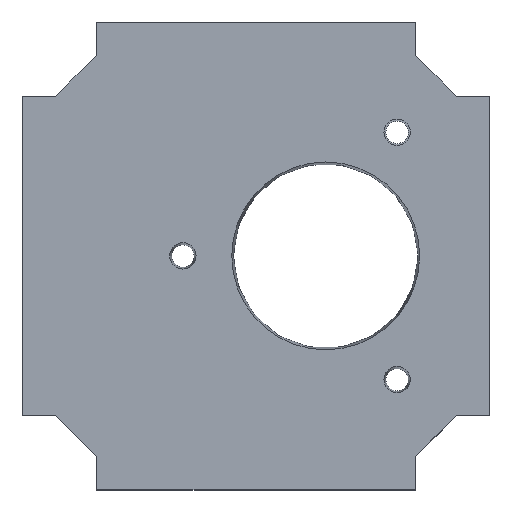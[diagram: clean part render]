
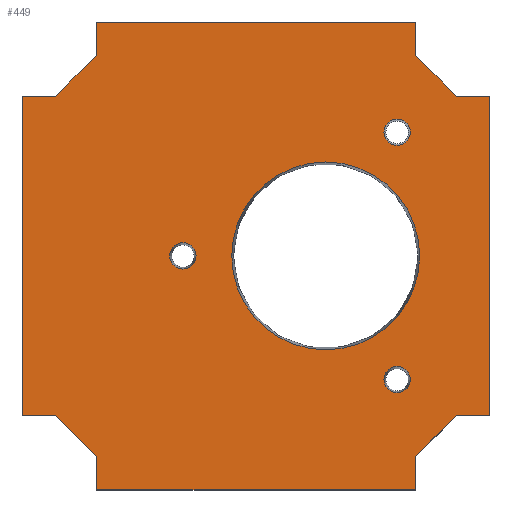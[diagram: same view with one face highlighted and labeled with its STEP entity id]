
A CAD part, top view. The second image highlights one B-rep face of the part: STEP entity #449.
In plain terms, the highlighted planar face has unit normal (0, 0, 1).
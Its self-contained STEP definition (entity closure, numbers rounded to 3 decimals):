
#19=FACE_BOUND('',#88,.T.);
#20=FACE_BOUND('',#89,.T.);
#21=FACE_BOUND('',#90,.T.);
#22=FACE_BOUND('',#91,.T.);
#39=PLANE('',#499);
#61=FACE_OUTER_BOUND('',#87,.T.);
#87=EDGE_LOOP('',(#401,#402,#403,#404,#405,#406,#407,#408,#409,#410,#411,
#412,#413,#414,#415,#416));
#88=EDGE_LOOP('',(#417));
#89=EDGE_LOOP('',(#418));
#90=EDGE_LOOP('',(#419));
#91=EDGE_LOOP('',(#420));
#97=LINE('',#643,#149);
#101=LINE('',#651,#153);
#104=LINE('',#657,#156);
#107=LINE('',#664,#159);
#111=LINE('',#672,#163);
#114=LINE('',#678,#166);
#117=LINE('',#685,#169);
#121=LINE('',#693,#173);
#124=LINE('',#699,#176);
#127=LINE('',#706,#179);
#131=LINE('',#714,#183);
#134=LINE('',#720,#186);
#137=LINE('',#725,#189);
#139=LINE('',#728,#191);
#143=LINE('',#734,#195);
#144=LINE('',#736,#196);
#149=VECTOR('',#533,10.);
#153=VECTOR('',#539,10.);
#156=VECTOR('',#544,10.);
#159=VECTOR('',#549,10.);
#163=VECTOR('',#555,10.);
#166=VECTOR('',#560,10.);
#169=VECTOR('',#565,10.);
#173=VECTOR('',#571,10.);
#176=VECTOR('',#576,10.);
#179=VECTOR('',#581,10.);
#183=VECTOR('',#587,10.);
#186=VECTOR('',#592,10.);
#189=VECTOR('',#597,10.);
#191=VECTOR('',#601,10.);
#195=VECTOR('',#609,10.);
#196=VECTOR('',#612,10.);
#197=CIRCLE('',#472,1.4);
#199=CIRCLE('',#475,1.4);
#201=CIRCLE('',#478,10.);
#203=CIRCLE('',#481,1.4);
#205=VERTEX_POINT('',#617);
#207=VERTEX_POINT('',#623);
#209=VERTEX_POINT('',#629);
#211=VERTEX_POINT('',#635);
#213=VERTEX_POINT('',#641);
#214=VERTEX_POINT('',#642);
#217=VERTEX_POINT('',#650);
#219=VERTEX_POINT('',#656);
#221=VERTEX_POINT('',#662);
#222=VERTEX_POINT('',#663);
#225=VERTEX_POINT('',#671);
#227=VERTEX_POINT('',#677);
#229=VERTEX_POINT('',#683);
#230=VERTEX_POINT('',#684);
#233=VERTEX_POINT('',#692);
#235=VERTEX_POINT('',#698);
#237=VERTEX_POINT('',#704);
#238=VERTEX_POINT('',#705);
#241=VERTEX_POINT('',#713);
#243=VERTEX_POINT('',#719);
#245=EDGE_CURVE('',#205,#205,#197,.T.);
#248=EDGE_CURVE('',#207,#207,#199,.T.);
#251=EDGE_CURVE('',#209,#209,#201,.T.);
#254=EDGE_CURVE('',#211,#211,#203,.T.);
#257=EDGE_CURVE('',#213,#214,#97,.T.);
#261=EDGE_CURVE('',#217,#213,#101,.T.);
#264=EDGE_CURVE('',#219,#217,#104,.T.);
#267=EDGE_CURVE('',#221,#222,#107,.T.);
#271=EDGE_CURVE('',#222,#225,#111,.T.);
#274=EDGE_CURVE('',#227,#221,#114,.T.);
#277=EDGE_CURVE('',#229,#230,#117,.T.);
#281=EDGE_CURVE('',#233,#229,#121,.T.);
#284=EDGE_CURVE('',#235,#233,#124,.T.);
#287=EDGE_CURVE('',#237,#238,#127,.T.);
#291=EDGE_CURVE('',#238,#241,#131,.T.);
#294=EDGE_CURVE('',#243,#237,#134,.T.);
#297=EDGE_CURVE('',#214,#235,#137,.T.);
#299=EDGE_CURVE('',#230,#243,#139,.T.);
#303=EDGE_CURVE('',#241,#227,#143,.T.);
#304=EDGE_CURVE('',#225,#219,#144,.T.);
#401=ORIENTED_EDGE('',*,*,#304,.T.);
#402=ORIENTED_EDGE('',*,*,#264,.T.);
#403=ORIENTED_EDGE('',*,*,#261,.T.);
#404=ORIENTED_EDGE('',*,*,#257,.T.);
#405=ORIENTED_EDGE('',*,*,#297,.T.);
#406=ORIENTED_EDGE('',*,*,#284,.T.);
#407=ORIENTED_EDGE('',*,*,#281,.T.);
#408=ORIENTED_EDGE('',*,*,#277,.T.);
#409=ORIENTED_EDGE('',*,*,#299,.T.);
#410=ORIENTED_EDGE('',*,*,#294,.T.);
#411=ORIENTED_EDGE('',*,*,#287,.T.);
#412=ORIENTED_EDGE('',*,*,#291,.T.);
#413=ORIENTED_EDGE('',*,*,#303,.T.);
#414=ORIENTED_EDGE('',*,*,#274,.T.);
#415=ORIENTED_EDGE('',*,*,#267,.T.);
#416=ORIENTED_EDGE('',*,*,#271,.T.);
#417=ORIENTED_EDGE('',*,*,#245,.T.);
#418=ORIENTED_EDGE('',*,*,#248,.T.);
#419=ORIENTED_EDGE('',*,*,#251,.T.);
#420=ORIENTED_EDGE('',*,*,#254,.T.);
#449=ADVANCED_FACE('',(#61,#19,#20,#21,#22),#39,.F.);
#472=AXIS2_PLACEMENT_3D('',#618,#505,#506);
#475=AXIS2_PLACEMENT_3D('',#624,#512,#513);
#478=AXIS2_PLACEMENT_3D('',#630,#519,#520);
#481=AXIS2_PLACEMENT_3D('',#636,#526,#527);
#499=AXIS2_PLACEMENT_3D('',#735,#610,#611);
#505=DIRECTION('center_axis',(0.,0.,
-1.));
#506=DIRECTION('ref_axis',(1.,0.,0.));
#512=DIRECTION('center_axis',(0.,0.,
-1.));
#513=DIRECTION('ref_axis',(1.,0.,0.));
#519=DIRECTION('center_axis',(0.,0.,
-1.));
#520=DIRECTION('ref_axis',(1.,0.,0.));
#526=DIRECTION('center_axis',(0.,0.,
-1.));
#527=DIRECTION('ref_axis',(1.,0.,0.));
#533=DIRECTION('',(1.,0.,0.));
#539=DIRECTION('',(0.707,0.707,0.));
#544=DIRECTION('',(0.,1.,0.));
#549=DIRECTION('',(0.707,-0.707,0.));
#555=DIRECTION('',(0.,-1.,0.));
#560=DIRECTION('',(1.,0.,0.));
#565=DIRECTION('',(0.,1.,0.));
#571=DIRECTION('',(-0.707,0.707,0.));
#576=DIRECTION('',(-1.,0.,0.));
#581=DIRECTION('',(-0.707,-0.707,0.));
#587=DIRECTION('',(-1.,0.,0.));
#592=DIRECTION('',(0.,-1.,0.));
#597=DIRECTION('',(0.,1.,0.));
#601=DIRECTION('',(-1.,0.,0.));
#609=DIRECTION('',(0.,-1.,0.));
#610=DIRECTION('center_axis',(0.,0.,
-1.));
#611=DIRECTION('ref_axis',(-1.,0.,0.));
#612=DIRECTION('',(1.,0.,0.));
#617=CARTESIAN_POINT('',(-21.81,7.766,22.));
#618=CARTESIAN_POINT('Origin',(-20.41,7.766,22.));
#623=CARTESIAN_POINT('',(-21.81,34.094,22.));
#624=CARTESIAN_POINT('Origin',(-20.41,34.094,22.));
#629=CARTESIAN_POINT('',(-38.01,20.93,22.));
#630=CARTESIAN_POINT('Origin',(-28.01,20.93,22.));
#635=CARTESIAN_POINT('',(-44.61,20.93,22.));
#636=CARTESIAN_POINT('Origin',(-43.21,20.93,22.));
#641=CARTESIAN_POINT('',(-14.105,3.93,22.));
#642=CARTESIAN_POINT('',(-10.53,3.93,22.));
#643=CARTESIAN_POINT('',(-24.767,3.93,22.));
#650=CARTESIAN_POINT('',(-18.43,-0.395,22.));
#651=CARTESIAN_POINT('',(-17.349,0.686,22.));
#656=CARTESIAN_POINT('',(-18.43,-3.97,22.));
#657=CARTESIAN_POINT('',(-18.43,8.48,22.));
#662=CARTESIAN_POINT('',(-56.755,3.93,22.));
#663=CARTESIAN_POINT('',(-52.389,-0.437,22.));
#664=CARTESIAN_POINT('',(-55.674,2.849,22.));
#671=CARTESIAN_POINT('',(-52.389,-3.97,22.));
#672=CARTESIAN_POINT('',(-52.389,10.247,22.));
#677=CARTESIAN_POINT('',(-60.33,3.93,22.));
#678=CARTESIAN_POINT('',(-47.88,3.93,22.));
#683=CARTESIAN_POINT('',(-18.43,42.255,22.));
#684=CARTESIAN_POINT('',(-18.43,45.83,22.));
#685=CARTESIAN_POINT('',(-18.43,31.593,22.));
#692=CARTESIAN_POINT('',(-14.105,37.93,22.));
#693=CARTESIAN_POINT('',(-15.186,39.011,22.));
#698=CARTESIAN_POINT('',(-10.53,37.93,22.));
#699=CARTESIAN_POINT('',(-22.98,37.93,22.));
#704=CARTESIAN_POINT('',(-52.43,42.255,22.));
#705=CARTESIAN_POINT('',(-56.755,37.93,22.));
#706=CARTESIAN_POINT('',(-53.511,41.174,22.));
#713=CARTESIAN_POINT('',(-60.33,37.93,22.));
#714=CARTESIAN_POINT('',(-46.093,37.93,22.));
#719=CARTESIAN_POINT('',(-52.43,45.83,22.));
#720=CARTESIAN_POINT('',(-52.43,33.38,22.));
#725=CARTESIAN_POINT('',(-10.53,29.33,22.));
#728=CARTESIAN_POINT('',(-43.83,45.83,22.));
#734=CARTESIAN_POINT('',(-60.33,12.53,22.));
#735=CARTESIAN_POINT('Origin',(-58.501,20.93,22.));
#736=CARTESIAN_POINT('',(-27.03,-3.97,22.));
